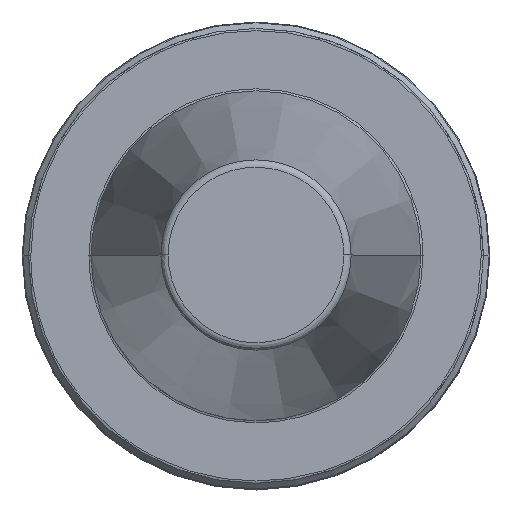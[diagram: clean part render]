
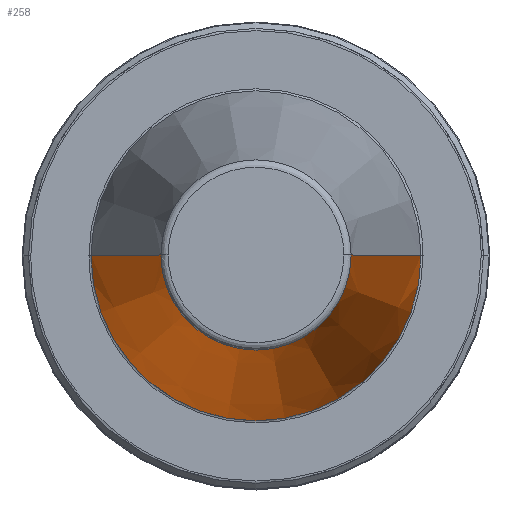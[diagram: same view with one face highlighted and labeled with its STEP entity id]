
A CAD part, top view. The second image highlights one B-rep face of the part: STEP entity #258.
In plain terms, the highlighted conical face has half-angle 8.297 degrees and reference radius 12.812 mm.
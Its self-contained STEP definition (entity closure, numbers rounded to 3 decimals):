
#28 = CARTESIAN_POINT ( 'NONE',  ( 54.654, 100.785, 173.292 ) ) ;
#258 = ADVANCED_FACE ( 'NONE', ( #470 ), #434, .T. ) ;
#316 = DIRECTION ( 'NONE',  ( 0., 0., -1. ) ) ;
#434 = CONICAL_SURFACE ( 'NONE', #1750, 12.812, 0.145 ) ;
#470 = FACE_OUTER_BOUND ( 'NONE', #804, .T. ) ;
#481 = DIRECTION ( 'NONE',  ( 0., 0., -1. ) ) ;
#566 = CIRCLE ( 'NONE', #1661, 12.812 ) ;
#707 = ORIENTED_EDGE ( 'NONE', *, *, #2809, .F. ) ;
#713 = VERTEX_POINT ( 'NONE', #1936 ) ;
#752 = VERTEX_POINT ( 'NONE', #28 ) ;
#804 = EDGE_LOOP ( 'NONE', ( #707, #1953, #1011, #844 ) ) ;
#844 = ORIENTED_EDGE ( 'NONE', *, *, #2356, .F. ) ;
#932 = CARTESIAN_POINT ( 'NONE',  ( 67.466, 100.785, 173.292 ) ) ;
#1011 = ORIENTED_EDGE ( 'NONE', *, *, #3018, .T. ) ;
#1181 = VERTEX_POINT ( 'NONE', #1257 ) ;
#1186 = DIRECTION ( 'NONE',  ( -1., 0., 0. ) ) ;
#1227 = CARTESIAN_POINT ( 'NONE',  ( 80.279, 100.785, 173.292 ) ) ;
#1257 = CARTESIAN_POINT ( 'NONE',  ( 80.279, 100.785, 173.292 ) ) ;
#1469 = DIRECTION ( 'NONE',  ( 0.144, 0., -0.99 ) ) ;
#1481 = DIRECTION ( 'NONE',  ( -1., 0., 0. ) ) ;
#1570 = CARTESIAN_POINT ( 'NONE',  ( 54.654, 100.785, 173.292 ) ) ;
#1661 = AXIS2_PLACEMENT_3D ( 'NONE', #932, #2577, #1186 ) ;
#1750 = AXIS2_PLACEMENT_3D ( 'NONE', #1922, #481, #1481 ) ;
#1847 = CARTESIAN_POINT ( 'NONE',  ( 67.466, 100.785, 108.748 ) ) ;
#1922 = CARTESIAN_POINT ( 'NONE',  ( 67.466, 100.785, 173.292 ) ) ;
#1936 = CARTESIAN_POINT ( 'NONE',  ( 45.241, 100.785, 108.748 ) ) ;
#1953 = ORIENTED_EDGE ( 'NONE', *, *, #3089, .F. ) ;
#2074 = DIRECTION ( 'NONE',  ( -1., 0., 0. ) ) ;
#2096 = CARTESIAN_POINT ( 'NONE',  ( 89.691, 100.785, 108.748 ) ) ;
#2273 = LINE ( 'NONE', #1227, #2527 ) ;
#2356 = EDGE_CURVE ( 'NONE', #2417, #713, #3102, .T. ) ;
#2395 = LINE ( 'NONE', #1570, #2489 ) ;
#2417 = VERTEX_POINT ( 'NONE', #2096 ) ;
#2489 = VECTOR ( 'NONE', #2929, 1000. ) ;
#2527 = VECTOR ( 'NONE', #1469, 1000. ) ;
#2577 = DIRECTION ( 'NONE',  ( 0., 0., 1. ) ) ;
#2809 = EDGE_CURVE ( 'NONE', #1181, #2417, #2273, .T. ) ;
#2929 = DIRECTION ( 'NONE',  ( -0.144, 0., -0.99 ) ) ;
#3018 = EDGE_CURVE ( 'NONE', #752, #713, #2395, .T. ) ;
#3025 = AXIS2_PLACEMENT_3D ( 'NONE', #1847, #316, #2074 ) ;
#3089 = EDGE_CURVE ( 'NONE', #752, #1181, #566, .T. ) ;
#3102 = CIRCLE ( 'NONE', #3025, 22.225 ) ;
